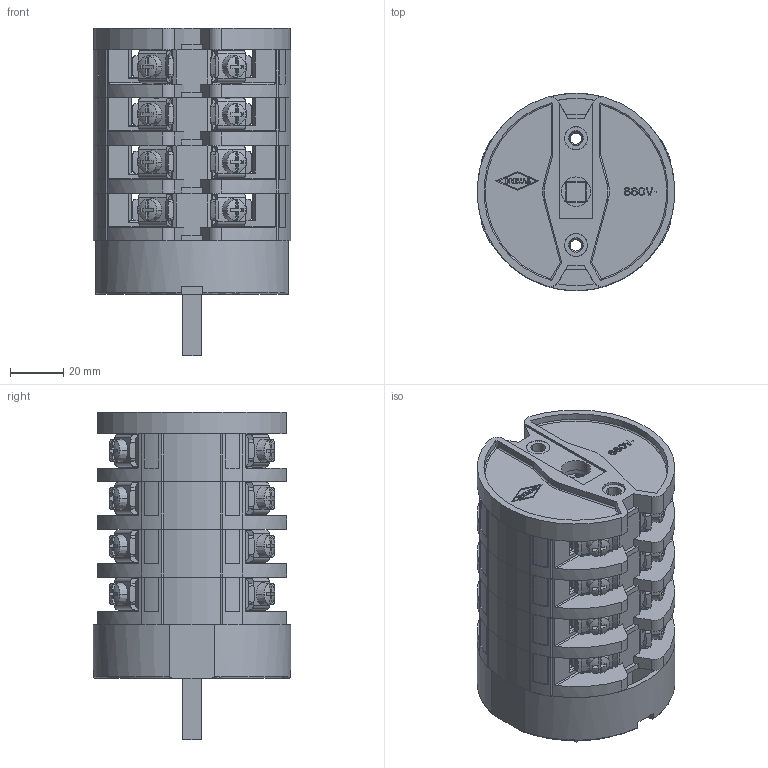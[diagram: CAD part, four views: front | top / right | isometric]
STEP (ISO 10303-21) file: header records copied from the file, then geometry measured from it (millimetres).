
FILE_DESCRIPTION((''),'2;1');
FILE_NAME('CA_S3_4B_ASM','2023-11-29T12:34:31',('alessandro.mingotti'),(''),'CREO PARAMETRIC BY PTC INC, 2022014','CREO PARAMETRIC BY PTC INC, 2022014','');
FILE_SCHEMA(('CONFIG_CONTROL_DESIGN'));
Length unit declared in the file: millimetre
Products named in the file (14): 3904; 2244; 2243-3; 4112-1; CA_SIZE3_SCATTO_PIENA_ASM; 3761; 3763; 6546-004_RIBADITO; G_052_ASM; 2245; 5122_006; CA_S3_GR_BASETTA_ASM; 3762; CA_S3_4B_ASM
Assembly tree (26 placements, depth 4):
  CA_S3_4B_ASM
    CA_SIZE3_SCATTO_PIENA_ASM
      3904
      2244  x2
      2243-3
      4112-1
    CA_S3_GR_BASETTA_ASM  x4
      3761
      G_052_ASM
        3763
        6546-004_RIBADITO
      2245
      5122_006
    3762
Bounding box: 74 x 74 x 122.6 mm (x, y, z)
Volume: 200132.9 mm3; surface area: 142426.9 mm2
Topology: 74 solids, 108 shells, 3732 faces, 9876 edges, 6483 vertices
Faces by surface type: plane 2412, cylinder 826, cone 258, bspline 96, torus 76, sphere 64
Entity records: 38449 total; most frequent: CARTESIAN_POINT 8249, ORIENTED_EDGE 6282, DIRECTION 6014, EDGE_CURVE 3147, VECTOR 2508, LINE 2508, VERTEX_POINT 2076, AXIS2_PLACEMENT_3D 1753
